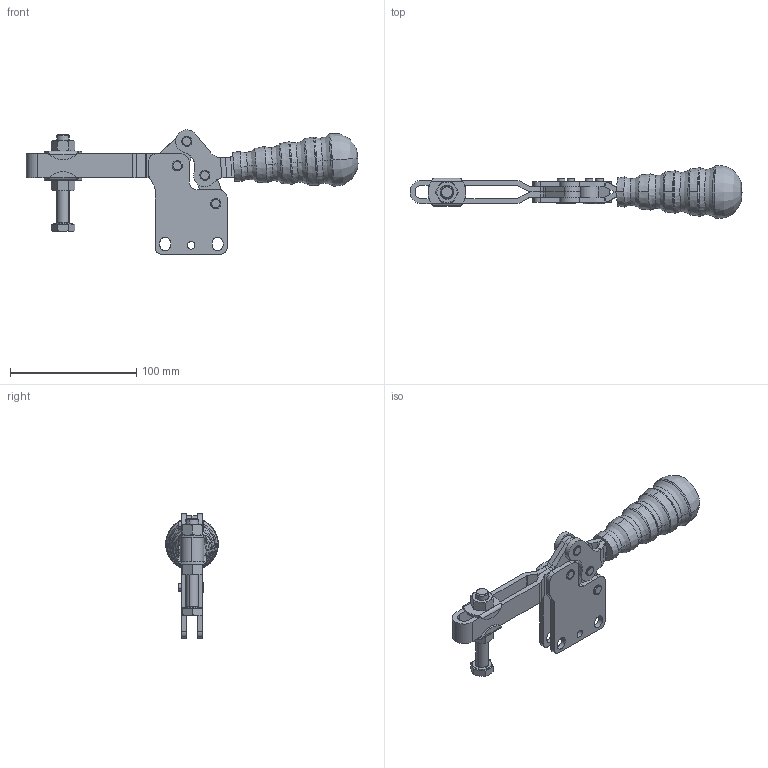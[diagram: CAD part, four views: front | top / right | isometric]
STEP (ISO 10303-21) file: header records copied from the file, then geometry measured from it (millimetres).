
FILE_DESCRIPTION((''),'2;1');
FILE_NAME('134.1.stp','2005-08-29T13:37:55',('CAD'),(''),'Autodesk Inventor 8','Autodesk Inventor 8','');
FILE_SCHEMA(('AUTOMOTIVE_DESIGN { 1 0 10303 214 1 1 1 1 }'));
Length unit declared in the file: millimetre
Products named in the file (1): Part59
Bounding box: 262.62 x 41.84 x 98.33 mm (x, y, z)
Volume: 154050.1 mm3; surface area: 55546.1 mm2
Topology: 1 solids, 1 shells, 1086 faces, 3587 edges, 2166 vertices
Faces by surface type: plane 399, cone 356, cylinder 213, bspline 96, torus 22
Entity records: 42361 total; most frequent: CARTESIAN_POINT 11752, ORIENTED_EDGE 7154, DIRECTION 6321, EDGE_CURVE 3577, AXIS2_PLACEMENT_3D 2423, VERTEX_POINT 2166, VECTOR 1475, LINE 1475
